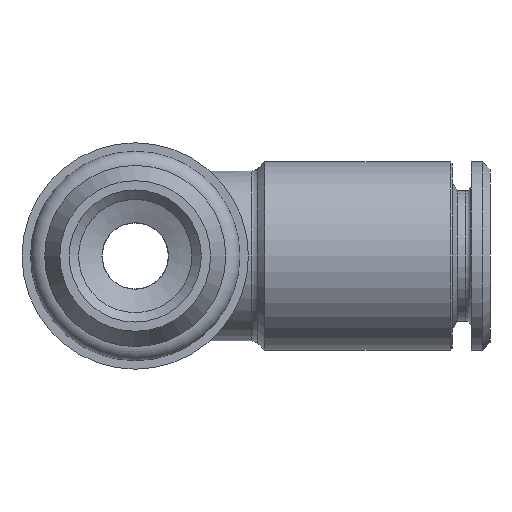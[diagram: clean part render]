
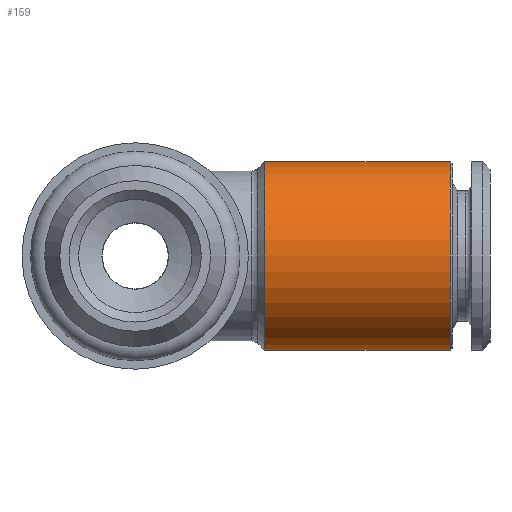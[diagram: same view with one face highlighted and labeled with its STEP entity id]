
A CAD part, front view. The second image highlights one B-rep face of the part: STEP entity #159.
In plain terms, the highlighted cylindrical face has radius 5 mm (diameter 10 mm), a full revolution.
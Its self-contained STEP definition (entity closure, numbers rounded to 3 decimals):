
#159 = ADVANCED_FACE( 'NONE', ( #279, #280 ), #281, .T. );
#279 = FACE_OUTER_BOUND( '', #555, .T. );
#280 = FACE_OUTER_BOUND( '', #556, .T. );
#281 = CYLINDRICAL_SURFACE( '', #557, 5. );
#555 = EDGE_LOOP( '', ( #921 ) );
#556 = EDGE_LOOP( '', ( #922 ) );
#557 = AXIS2_PLACEMENT_3D( '', #923, #924, #925 );
#921 = ORIENTED_EDGE( '', *, *, #1155, .T. );
#922 = ORIENTED_EDGE( '', *, *, #1223, .T. );
#923 = CARTESIAN_POINT( '', ( 0., 0., 0. ) );
#924 = DIRECTION( '', ( -1., 0., 0. ) );
#925 = DIRECTION( '', ( 0., 0., 1. ) );
#1155 = EDGE_CURVE( 'NONE', #1259, #1259, #1260, .T. );
#1223 = EDGE_CURVE( 'NONE', #1388, #1388, #1389, .T. );
#1259 = VERTEX_POINT( '', #1466 );
#1260 = CIRCLE( '', #1467, 5. );
#1388 = VERTEX_POINT( '', #1752 );
#1389 = CIRCLE( '', #1753, 5. );
#1466 = CARTESIAN_POINT( '', ( 16.7, 0., 5. ) );
#1467 = AXIS2_PLACEMENT_3D( '', #1850, #1851, #1852 );
#1752 = CARTESIAN_POINT( '', ( 6.854, 5., 0. ) );
#1753 = AXIS2_PLACEMENT_3D( '', #1991, #1992, #1993 );
#1850 = CARTESIAN_POINT( '', ( 16.7, 0., 0. ) );
#1851 = DIRECTION( '', ( -1., 0., 0. ) );
#1852 = DIRECTION( '', ( 0., 0., 1. ) );
#1991 = CARTESIAN_POINT( '', ( 6.854, 0., 0. ) );
#1992 = DIRECTION( '', ( 1., 0., 0. ) );
#1993 = DIRECTION( '', ( 0., 1., 0. ) );
